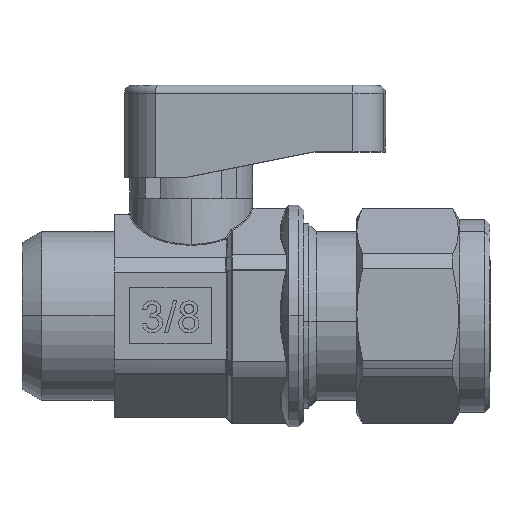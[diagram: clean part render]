
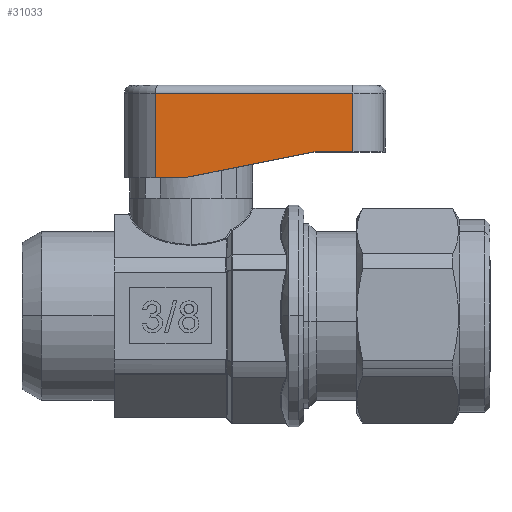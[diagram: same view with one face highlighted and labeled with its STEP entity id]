
A CAD part, top view. The second image highlights one B-rep face of the part: STEP entity #31033.
In plain terms, the highlighted planar face has unit normal (0, 0, 1).
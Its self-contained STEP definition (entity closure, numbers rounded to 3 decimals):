
#16 = CARTESIAN_POINT ( 'NONE',  ( 15.803, 21.75, 5.5 ) ) ;
#17 = CARTESIAN_POINT ( 'NONE',  ( 15.803, 16., 5.5 ) ) ;
#18 = CARTESIAN_POINT ( 'NONE',  ( -3.464, 21.75, 5.5 ) ) ;
#19 = CARTESIAN_POINT ( 'NONE',  ( -3.464, 13.5, 5.5 ) ) ;
#21 = CARTESIAN_POINT ( 'NONE',  ( -0.5, 13.5, 5.5 ) ) ;
#22 = CARTESIAN_POINT ( 'NONE',  ( 12., 16., 5.5 ) ) ;
#8377 = EDGE_LOOP ( 'NONE', ( #42019, #42020, #42021, #42022, #42023, #42024 ) ) ;
#13238 = CARTESIAN_POINT ( 'NONE',  ( -3.464, 13.5, 5.5 ) ) ;
#13240 = PLANE ( 'NONE',  #33208 ) ;
#13242 = DIRECTION ( 'NONE',  ( 0., 0., 1. ) ) ;
#13243 = DIRECTION ( 'NONE',  ( 1., 0., 0. ) ) ;
#23558 = LINE ( 'NONE', #24634, #23560 ) ;
#23559 = LINE ( 'NONE', #24644, #23567 ) ;
#23560 = VECTOR ( 'NONE', #24635, 1000. ) ;
#23561 = LINE ( 'NONE', #24643, #23563 ) ;
#23562 = LINE ( 'NONE', #24648, #23565 ) ;
#23563 = VECTOR ( 'NONE', #24639, 1000. ) ;
#23565 = VECTOR ( 'NONE', #24649, 1000. ) ;
#23566 = LINE ( 'NONE', #24651, #23569 ) ;
#23567 = VECTOR ( 'NONE', #24650, 1000. ) ;
#23568 = LINE ( 'NONE', #24653, #23571 ) ;
#23569 = VECTOR ( 'NONE', #24652, 1000. ) ;
#23571 = VECTOR ( 'NONE', #24654, 1000. ) ;
#24634 = CARTESIAN_POINT ( 'NONE',  ( 15.803, 13.5, 5.5 ) ) ;
#24635 = DIRECTION ( 'NONE',  ( 0., 1., 0. ) ) ;
#24639 = DIRECTION ( 'NONE',  ( -1., 0., 0. ) ) ;
#24643 = CARTESIAN_POINT ( 'NONE',  ( -3.464, 21.75, 5.5 ) ) ;
#24644 = CARTESIAN_POINT ( 'NONE',  ( -3.464, 13.5, 5.5 ) ) ;
#24648 = CARTESIAN_POINT ( 'NONE',  ( -3.464, 13.5, 5.5 ) ) ;
#24649 = DIRECTION ( 'NONE',  ( 0., 1., 0. ) ) ;
#24650 = DIRECTION ( 'NONE',  ( 1., 0., 0. ) ) ;
#24651 = CARTESIAN_POINT ( 'NONE',  ( 12., 16., 5.5 ) ) ;
#24652 = DIRECTION ( 'NONE',  ( 0.981, 0.196, 0. ) ) ;
#24653 = CARTESIAN_POINT ( 'NONE',  ( 19., 16., 5.5 ) ) ;
#24654 = DIRECTION ( 'NONE',  ( 1., 0., 0. ) ) ;
#25838 = FACE_OUTER_BOUND ( 'NONE', #8377, .T. ) ;
#30370 = VERTEX_POINT ( 'NONE', #16 ) ;
#30371 = VERTEX_POINT ( 'NONE', #17 ) ;
#30372 = VERTEX_POINT ( 'NONE', #18 ) ;
#30373 = VERTEX_POINT ( 'NONE', #19 ) ;
#30375 = VERTEX_POINT ( 'NONE', #21 ) ;
#30376 = VERTEX_POINT ( 'NONE', #22 ) ;
#31033 = ADVANCED_FACE ( 'NONE', ( #25838 ), #13240, .T. ) ;
#33208 = AXIS2_PLACEMENT_3D ( 'NONE', #13238, #13242, #13243 ) ;
#42019 = ORIENTED_EDGE ( 'NONE', *, *, #42774, .T. ) ;
#42020 = ORIENTED_EDGE ( 'NONE', *, *, #42776, .T. ) ;
#42021 = ORIENTED_EDGE ( 'NONE', *, *, #42777, .F. ) ;
#42022 = ORIENTED_EDGE ( 'NONE', *, *, #42778, .T. ) ;
#42023 = ORIENTED_EDGE ( 'NONE', *, *, #42779, .T. ) ;
#42024 = ORIENTED_EDGE ( 'NONE', *, *, #42780, .T. ) ;
#42774 = EDGE_CURVE ( 'NONE', #30371, #30370, #23558, .T. ) ;
#42776 = EDGE_CURVE ( 'NONE', #30370, #30372, #23561, .T. ) ;
#42777 = EDGE_CURVE ( 'NONE', #30373, #30372, #23562, .T. ) ;
#42778 = EDGE_CURVE ( 'NONE', #30373, #30375, #23559, .T. ) ;
#42779 = EDGE_CURVE ( 'NONE', #30375, #30376, #23566, .T. ) ;
#42780 = EDGE_CURVE ( 'NONE', #30376, #30371, #23568, .T. ) ;
